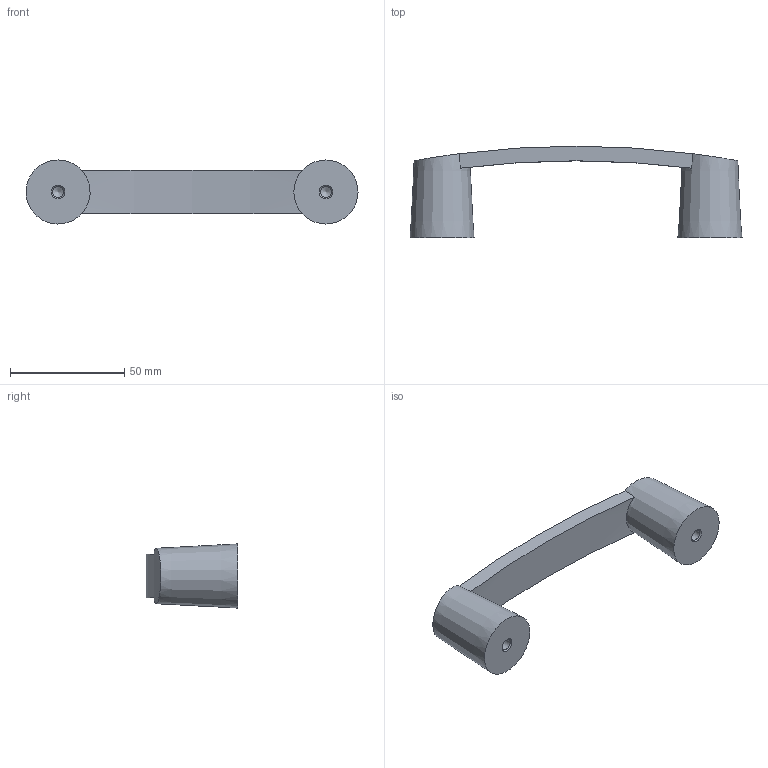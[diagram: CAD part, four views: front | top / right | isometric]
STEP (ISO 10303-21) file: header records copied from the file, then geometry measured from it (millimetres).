
FILE_DESCRIPTION( ( 'STEP AP214' ), '1' );
FILE_NAME( 'K0189.111706.stp', '2020-11-26T11:36:08', ( '' ), ( '' ), ' ', 'PARTsolutions', ' ' );
FILE_SCHEMA( ( 'AUTOMOTIVE_DESIGN { 1 0 10303 214 1 1 1 1 }' ) );
Length unit declared in the file: millimetre
Products named in the file (1): _K0189.111706
Bounding box: 145 x 39.99 x 28 mm (x, y, z)
Volume: 49107 mm3; surface area: 13198.7 mm2
Topology: 1 solids, 1 shells, 16 faces, 39 edges, 25 vertices
Faces by surface type: cone 6, plane 6, cylinder 4
Full cylindrical faces by diameter (mm): 4.917 x2
Entity records: 724 total; most frequent: CARTESIAN_POINT 269, DIRECTION 64, ORIENTED_EDGE 52, AXIS2_PLACEMENT_3D 31, EDGE_CURVE 26, EDGE_LOOP 24, VERTEX_POINT 22, FACE_OUTER_BOUND 18
